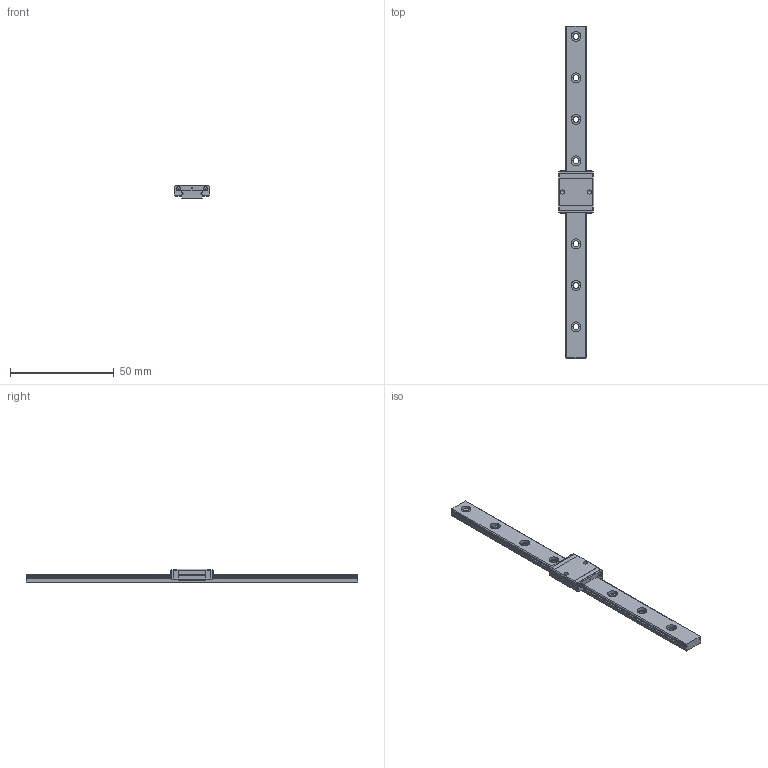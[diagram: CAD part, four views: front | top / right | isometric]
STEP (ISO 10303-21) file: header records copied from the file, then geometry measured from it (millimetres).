
FILE_DESCRIPTION( ( 'Unknown' ), '1' );
FILE_NAME( 'MB5CUU1-160L5_15.step', 'Unknown', ( 'Unknown' ), ( 'Unknown' ), 'PSStep 15.0.49', 'Unknown', ' ' );
FILE_SCHEMA( ( 'AUTOMOTIVE_DESIGN { 1 0 10303 214 1 1 1 1 }' ) );
Length unit declared in the file: millimetre
Products named in the file (3): Assem1; MB 5_RAIL; MB 5C_BLOCK
Assembly tree (2 placements, depth 2):
  Assem1
    MB 5_RAIL
    MB 5C_BLOCK
Bounding box: 17 x 160 x 6.5 mm (x, y, z)
Volume: 7062 mm3; surface area: 6132.7 mm2
Topology: 2 solids, 2 shells, 188 faces, 498 edges, 332 vertices
Faces by surface type: plane 144, cylinder 42, cone 2
Full cylindrical faces by diameter (mm): 0.5 x2, 2 x4, 2.013 x2, 2.9 x8, 4.8 x8
Entity records: 7202 total; most frequent: CARTESIAN_POINT 985, DIRECTION 934, ORIENTED_EDGE 932, EDGE_CURVE 466, LINE 380, VECTOR 380, VERTEX_POINT 328, AXIS2_PLACEMENT_3D 277
